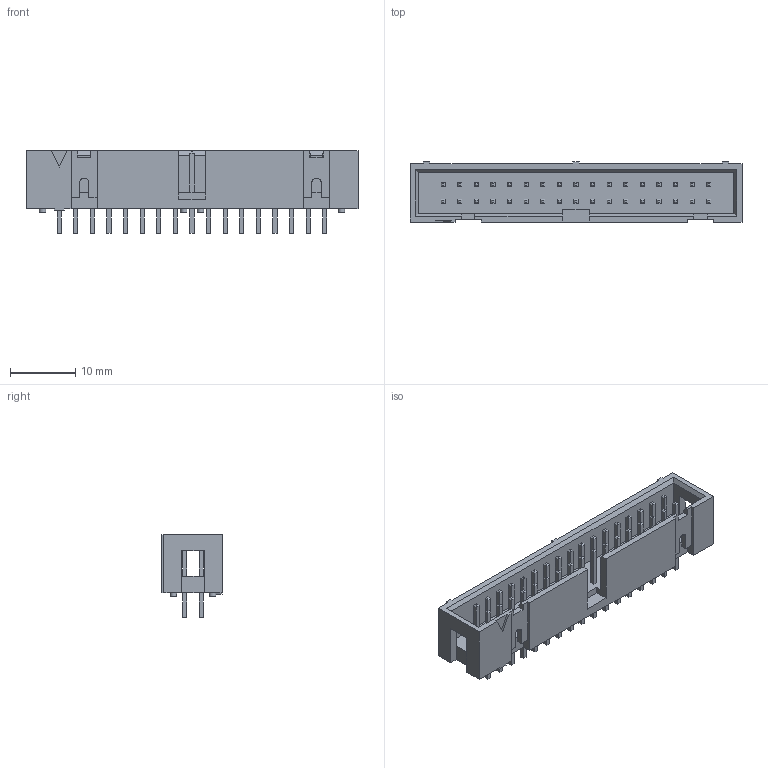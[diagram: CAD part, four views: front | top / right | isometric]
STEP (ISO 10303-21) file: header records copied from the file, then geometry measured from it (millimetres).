
FILE_DESCRIPTION((' '),'2;1');
FILE_NAME( '09185346324.stp', '2022-09-02T09:18:53', (' '), ('--- Datakit www.datakit.com---'), ' Datakit CrossCadWare V2022.3 Jun 15 2022', 'DATAKIT 2022 (c)', ' ');
FILE_SCHEMA(('AP242_MANAGED_MODEL_BASED_3D_ENGINEERING_MIM_LF { 1 0 10303 442 1 1 4 }'));
Length unit declared in the file: millimetre
Products named in the file (1): 09185346324
Bounding box: 50.8 x 9.2 x 12.65 mm (x, y, z)
Volume: 2072.5 mm3; surface area: 3464.1 mm2
Topology: 1 solids, 1 shells, 565 faces, 1343 edges, 846 vertices
Faces by surface type: plane 557, cylinder 8
Full cylindrical faces by diameter (mm): 1 x6
Entity records: 16360 total; most frequent: CARTESIAN_POINT 2749, ORIENTED_EDGE 2674, DIRECTION 2485, EDGE_CURVE 1337, VECTOR 1321, LINE 1321, VERTEX_POINT 846, EDGE_LOOP 645
